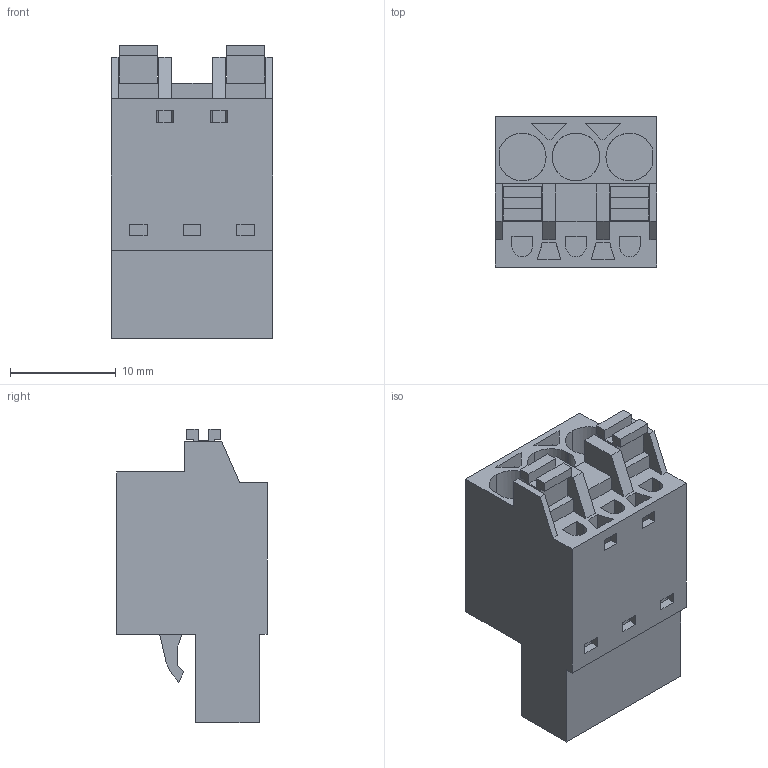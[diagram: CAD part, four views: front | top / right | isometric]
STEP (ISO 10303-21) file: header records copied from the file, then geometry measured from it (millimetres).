
FILE_DESCRIPTION(('CATIA V5 STEP Exchange','CAx-IF Rec.Pracs.--- Model Styling and Organization---1.4--- 2014-01-23'),'2;1');
FILE_NAME ('1284186-1_0_2766920000_2766920000.stp','2021-05-17T06:49:16+00:00',('none'),('Weidmueller'),'CATIA Version 5-6 Release 2016 SP3 HF44','CATIA V5 STEP AP214','none');
FILE_SCHEMA(('AUTOMOTIVE_DESIGN { 1 0 10303 214 1 1 1 1 }'));
Length unit declared in the file: millimetre
Products named in the file (1): 2766920000
Bounding box: 15.24 x 14.2 x 27.73 mm (x, y, z)
Volume: 3649.8 mm3; surface area: 2735.1 mm2
Topology: 3 solids, 3 shells, 203 faces, 566 edges, 390 vertices
Faces by surface type: plane 180, cylinder 22, extrusion 1
Entity records: 6621 total; most frequent: CARTESIAN_POINT 1273, ORIENTED_EDGE 1132, DIRECTION 887, EDGE_CURVE 566, VECTOR 521, LINE 520, VERTEX_POINT 390, EDGE_LOOP 232
